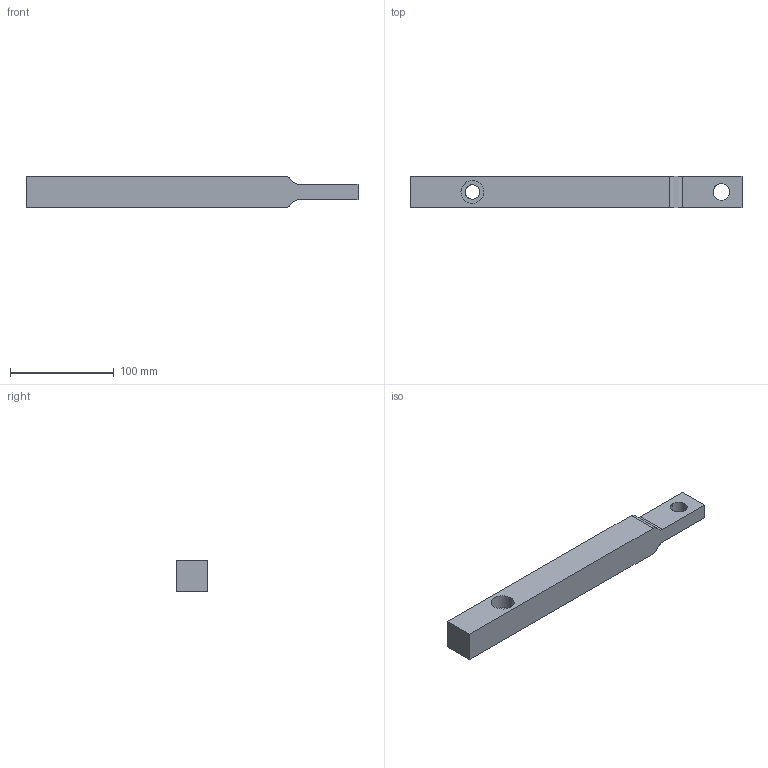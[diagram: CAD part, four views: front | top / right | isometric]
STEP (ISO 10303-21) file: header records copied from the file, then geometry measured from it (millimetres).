
FILE_DESCRIPTION (( 'STEP AP203' ), '1' );
FILE_NAME ('688-03 brazo accionamiento.STEP', '2021-07-21T20:08:55', ( '' ), ( '' ), 'SwSTEP 2.0', 'SolidWorks 2018', '' );
FILE_SCHEMA (( 'CONFIG_CONTROL_DESIGN' ));
Length unit declared in the file: millimetre
Products named in the file (1): 688-03 brazo accionamiento
Bounding box: 320 x 30 x 30 mm (x, y, z)
Volume: 248490.5 mm3; surface area: 39709.4 mm2
Topology: 1 solids, 1 shells, 21 faces, 66 edges, 48 vertices
Faces by surface type: bspline 21
Entity records: 1122 total; most frequent: CARTESIAN_POINT 665, ORIENTED_EDGE 132, EDGE_CURVE 66, VERTEX_POINT 48, B_SPLINE_CURVE_WITH_KNOTS 43, EDGE_LOOP 26, FACE_OUTER_BOUND 21, ADVANCED_FACE 21
